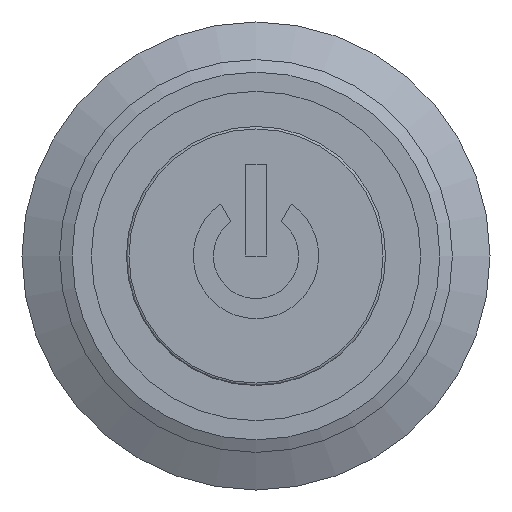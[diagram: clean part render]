
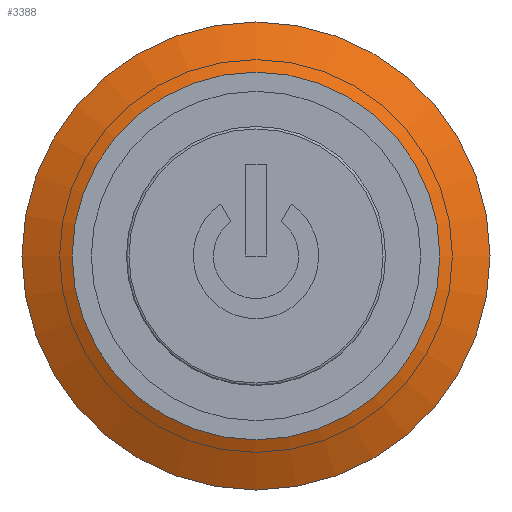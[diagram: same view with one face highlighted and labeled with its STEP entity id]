
A CAD part, front view. The second image highlights one B-rep face of the part: STEP entity #3388.
In plain terms, the highlighted conical face has half-angle 63.435 degrees and reference radius 12.5 mm.
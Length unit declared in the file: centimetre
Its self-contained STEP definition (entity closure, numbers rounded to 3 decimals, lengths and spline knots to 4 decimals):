
#21=CONICAL_SURFACE('',#3782,1.25,1.107);
#397=LINE('',#6028,#680);
#680=VECTOR('',#4826,1.25);
#853=FACE_OUTER_BOUND('',#1055,.T.);
#1055=EDGE_LOOP('',(#3068,#3069,#3070,#3071));
#1266=CIRCLE('',#3780,1.4);
#1268=CIRCLE('',#3783,1.1);
#1597=VERTEX_POINT('',#6020);
#1599=VERTEX_POINT('',#6026);
#2091=EDGE_CURVE('',#1597,#1597,#1266,.T.);
#2094=EDGE_CURVE('',#1599,#1599,#1268,.T.);
#2095=EDGE_CURVE('',#1599,#1597,#397,.T.);
#3068=ORIENTED_EDGE('',*,*,#2094,.F.);
#3069=ORIENTED_EDGE('',*,*,#2095,.T.);
#3070=ORIENTED_EDGE('',*,*,#2091,.T.);
#3071=ORIENTED_EDGE('',*,*,#2095,.F.);
#3388=ADVANCED_FACE('',(#853),#21,.T.);
#3780=AXIS2_PLACEMENT_3D('',#6021,#4817,#4818);
#3782=AXIS2_PLACEMENT_3D('',#6025,#4822,#4823);
#3783=AXIS2_PLACEMENT_3D('',#6027,#4824,#4825);
#4817=DIRECTION('center_axis',(0.,-1.,0.));
#4818=DIRECTION('ref_axis',(-1.,0.,0.));
#4822=DIRECTION('center_axis',(0.,1.,0.));
#4823=DIRECTION('ref_axis',(-1.,0.,0.));
#4824=DIRECTION('center_axis',(0.,-1.,0.));
#4825=DIRECTION('ref_axis',(-1.,0.,0.));
#4826=DIRECTION('',(0.894,0.447,0.));
#6020=CARTESIAN_POINT('',(1.4,-0.05,0.));
#6021=CARTESIAN_POINT('Origin',(0.,-0.05,0.));
#6025=CARTESIAN_POINT('Origin',(0.,-0.125,0.));
#6026=CARTESIAN_POINT('',(1.1,-0.2,0.));
#6027=CARTESIAN_POINT('Origin',(0.,-0.2,0.));
#6028=CARTESIAN_POINT('',(1.25,-0.125,0.));
